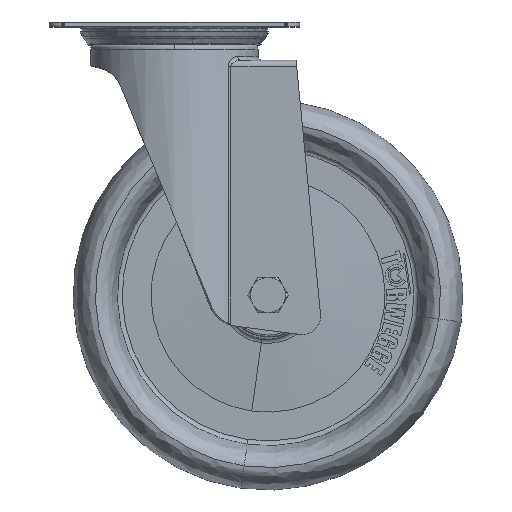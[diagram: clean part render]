
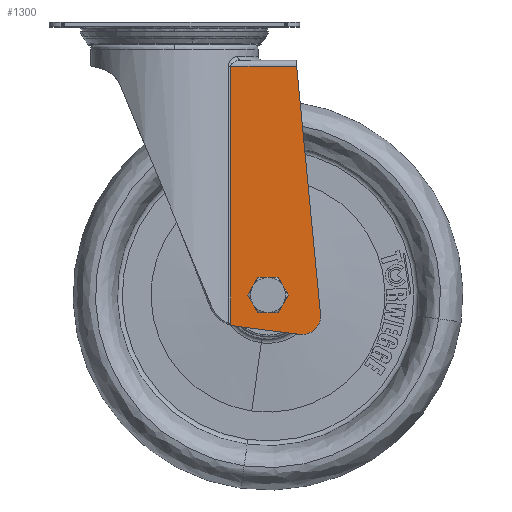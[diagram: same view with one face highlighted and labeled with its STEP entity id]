
A CAD part, top view. The second image highlights one B-rep face of the part: STEP entity #1300.
In plain terms, the highlighted planar face has unit normal (0, 0, 1).
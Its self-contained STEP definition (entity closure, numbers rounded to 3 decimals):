
#230 = VERTEX_POINT ( 'NONE', #23879 ) ;
#476 = CARTESIAN_POINT ( 'NONE',  ( 28.156, -154.903, 32.634 ) ) ;
#1300 = ADVANCED_FACE ( 'NONE', ( #15459, #2907 ), #21407, .F. ) ;
#1877 = EDGE_CURVE ( 'NONE', #13477, #30668, #12213, .T. ) ;
#1955 = DIRECTION ( 'NONE',  ( 0., 0., -1. ) ) ;
#2082 = VECTOR ( 'NONE', #24034, 1000. ) ;
#2217 = CARTESIAN_POINT ( 'NONE',  ( 25.421, -22.65, 32.634 ) ) ;
#2331 = DIRECTION ( 'NONE',  ( -0.992, 0.127, 0. ) ) ;
#2406 = EDGE_CURVE ( 'NONE', #15192, #15435, #30432, .T. ) ;
#2407 = CARTESIAN_POINT ( 'NONE',  ( 28.401, -154.794, 32.634 ) ) ;
#2636 = CARTESIAN_POINT ( 'NONE',  ( 28.892, -154.901, 32.634 ) ) ;
#2870 = B_SPLINE_CURVE_WITH_KNOTS ( 'NONE', 3,
 ( #22315, #476, #13054, #26408 ),
 .UNSPECIFIED., .F., .F.,
 ( 4, 4 ),
 ( 0., 1. ),
 .UNSPECIFIED. ) ;
#2907 = FACE_OUTER_BOUND ( 'NONE', #27965, .T. ) ;
#2969 = DIRECTION ( 'NONE',  ( 0.096, -0.995, 0. ) ) ;
#3130 = VERTEX_POINT ( 'NONE', #21443 ) ;
#3272 = AXIS2_PLACEMENT_3D ( 'NONE', #24079, #11551, #28000 ) ;
#3832 = LINE ( 'NONE', #38967, #31758 ) ;
#4118 = VERTEX_POINT ( 'NONE', #6222 ) ;
#4431 = ORIENTED_EDGE ( 'NONE', *, *, #23698, .F. ) ;
#4842 = CARTESIAN_POINT ( 'NONE',  ( 64.263, -160.181, 32.634 ) ) ;
#4870 = CARTESIAN_POINT ( 'NONE',  ( 62.712, -22.65, 32.634 ) ) ;
#4964 = VERTEX_POINT ( 'NONE', #40328 ) ;
#6222 = CARTESIAN_POINT ( 'NONE',  ( 31.279, -155.95, 32.634 ) ) ;
#7164 = CIRCLE ( 'NONE', #38616, 6.15 ) ;
#7186 = AXIS2_PLACEMENT_3D ( 'NONE', #20337, #38626, #16453 ) ;
#7405 = ORIENTED_EDGE ( 'NONE', *, *, #2406, .T. ) ;
#9206 = CARTESIAN_POINT ( 'NONE',  ( 28.892, -154.901, 32.634 ) ) ;
#10599 = AXIS2_PLACEMENT_3D ( 'NONE', #19476, #32031, #31643 ) ;
#11103 = EDGE_CURVE ( 'NONE', #15435, #13395, #2870, .T. ) ;
#11551 = DIRECTION ( 'NONE',  ( 0., 0., -1. ) ) ;
#11616 = EDGE_CURVE ( 'NONE', #30668, #4964, #37932, .T. ) ;
#12207 = ORIENTED_EDGE ( 'NONE', *, *, #19539, .F. ) ;
#12213 = LINE ( 'NONE', #34215, #16084 ) ;
#12605 = EDGE_CURVE ( 'NONE', #230, #15192, #3832, .T. ) ;
#13054 = CARTESIAN_POINT ( 'NONE',  ( 28.156, -155.069, 32.634 ) ) ;
#13057 = DIRECTION ( 'NONE',  ( 0., 0., 1. ) ) ;
#13395 = VERTEX_POINT ( 'NONE', #33439 ) ;
#13477 = VERTEX_POINT ( 'NONE', #4870 ) ;
#15192 = VERTEX_POINT ( 'NONE', #2636 ) ;
#15435 = VERTEX_POINT ( 'NONE', #35725 ) ;
#15459 = FACE_BOUND ( 'NONE', #33241, .T. ) ;
#16084 = VECTOR ( 'NONE', #2969, 1000. ) ;
#16151 = CARTESIAN_POINT ( 'NONE',  ( 48., -140., 32.634 ) ) ;
#16453 = DIRECTION ( 'NONE',  ( 0., 1., 0. ) ) ;
#17034 = EDGE_CURVE ( 'NONE', #230, #13477, #39829, .T. ) ;
#19070 = CARTESIAN_POINT ( 'NONE',  ( 28.646, -154.847, 32.634 ) ) ;
#19476 = CARTESIAN_POINT ( 'NONE',  ( 48., -140., 32.634 ) ) ;
#19501 = ORIENTED_EDGE ( 'NONE', *, *, #27631, .F. ) ;
#19539 = EDGE_CURVE ( 'NONE', #4964, #4118, #36067, .T. ) ;
#20337 = CARTESIAN_POINT ( 'NONE',  ( 33.378, -139.584, 32.634 ) ) ;
#20701 = DIRECTION ( 'NONE',  ( 0., 1., 0. ) ) ;
#20980 = ORIENTED_EDGE ( 'NONE', *, *, #1877, .F. ) ;
#21407 = PLANE ( 'NONE',  #3272 ) ;
#21443 = CARTESIAN_POINT ( 'NONE',  ( 48., -133.85, 32.634 ) ) ;
#22315 = CARTESIAN_POINT ( 'NONE',  ( 28.156, -154.736, 32.634 ) ) ;
#22620 = ORIENTED_EDGE ( 'NONE', *, *, #38643, .T. ) ;
#23698 = EDGE_CURVE ( 'NONE', #35145, #3130, #24352, .T. ) ;
#23879 = CARTESIAN_POINT ( 'NONE',  ( 28.892, -22.65, 32.634 ) ) ;
#24034 = DIRECTION ( 'NONE',  ( 1., 0., 0. ) ) ;
#24079 = CARTESIAN_POINT ( 'NONE',  ( 25.421, -167.135, 32.634 ) ) ;
#24352 = CIRCLE ( 'NONE', #10599, 6.15 ) ;
#25613 = DIRECTION ( 'NONE',  ( 0., 1., 0. ) ) ;
#26408 = CARTESIAN_POINT ( 'NONE',  ( 28.156, -155.236, 32.634 ) ) ;
#26444 = CARTESIAN_POINT ( 'NONE',  ( 74.929, -149.85, 32.634 ) ) ;
#26593 = VECTOR ( 'NONE', #2331, 1000. ) ;
#27419 = ORIENTED_EDGE ( 'NONE', *, *, #11616, .F. ) ;
#27631 = EDGE_CURVE ( 'NONE', #3130, #35145, #7164, .T. ) ;
#27965 = EDGE_LOOP ( 'NONE', ( #34687, #35719, #7405, #39900, #22620, #12207, #27419, #20980 ) ) ;
#28000 = DIRECTION ( 'NONE',  ( 0., 1., 0. ) ) ;
#29136 = DIRECTION ( 'NONE',  ( 0., -1., 0. ) ) ;
#30432 = B_SPLINE_CURVE_WITH_KNOTS ( 'NONE', 3,
 ( #9206, #19070, #2407, #40017 ),
 .UNSPECIFIED., .F., .F.,
 ( 4, 4 ),
 ( 0., 0.001 ),
 .UNSPECIFIED. ) ;
#30668 = VERTEX_POINT ( 'NONE', #26444 ) ;
#31643 = DIRECTION ( 'NONE',  ( 0., 1., 0. ) ) ;
#31758 = VECTOR ( 'NONE', #29136, 1000. ) ;
#32031 = DIRECTION ( 'NONE',  ( 0., 0., 1. ) ) ;
#33241 = EDGE_LOOP ( 'NONE', ( #19501, #4431 ) ) ;
#33369 = AXIS2_PLACEMENT_3D ( 'NONE', #36326, #1955, #20701 ) ;
#33439 = CARTESIAN_POINT ( 'NONE',  ( 28.156, -155.236, 32.634 ) ) ;
#34099 = CIRCLE ( 'NONE', #7186, 16.5 ) ;
#34215 = CARTESIAN_POINT ( 'NONE',  ( 62.712, -22.65, 32.634 ) ) ;
#34687 = ORIENTED_EDGE ( 'NONE', *, *, #17034, .F. ) ;
#35145 = VERTEX_POINT ( 'NONE', #36245 ) ;
#35719 = ORIENTED_EDGE ( 'NONE', *, *, #12605, .T. ) ;
#35725 = CARTESIAN_POINT ( 'NONE',  ( 28.156, -154.736, 32.634 ) ) ;
#36067 = LINE ( 'NONE', #4842, #26593 ) ;
#36245 = CARTESIAN_POINT ( 'NONE',  ( 48., -146.15, 32.634 ) ) ;
#36326 = CARTESIAN_POINT ( 'NONE',  ( 65.472, -150.758, 32.634 ) ) ;
#37932 = CIRCLE ( 'NONE', #33369, 9.5 ) ;
#38616 = AXIS2_PLACEMENT_3D ( 'NONE', #16151, #13057, #25613 ) ;
#38626 = DIRECTION ( 'NONE',  ( 0., 0., 1. ) ) ;
#38643 = EDGE_CURVE ( 'NONE', #13395, #4118, #34099, .T. ) ;
#38967 = CARTESIAN_POINT ( 'NONE',  ( 28.892, -167.135, 32.634 ) ) ;
#39829 = LINE ( 'NONE', #2217, #2082 ) ;
#39900 = ORIENTED_EDGE ( 'NONE', *, *, #11103, .T. ) ;
#40017 = CARTESIAN_POINT ( 'NONE',  ( 28.156, -154.736, 32.634 ) ) ;
#40328 = CARTESIAN_POINT ( 'NONE',  ( 64.263, -160.181, 32.634 ) ) ;
